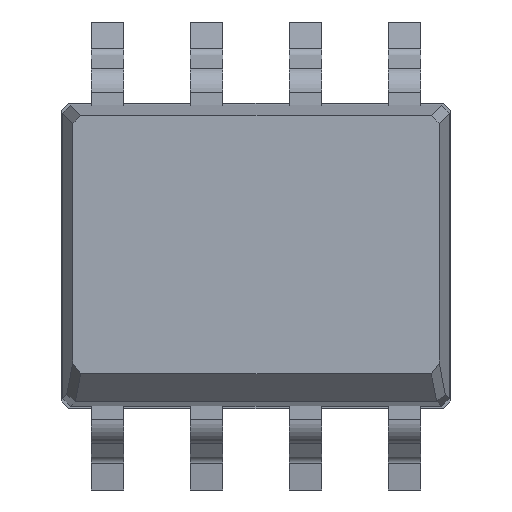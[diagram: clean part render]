
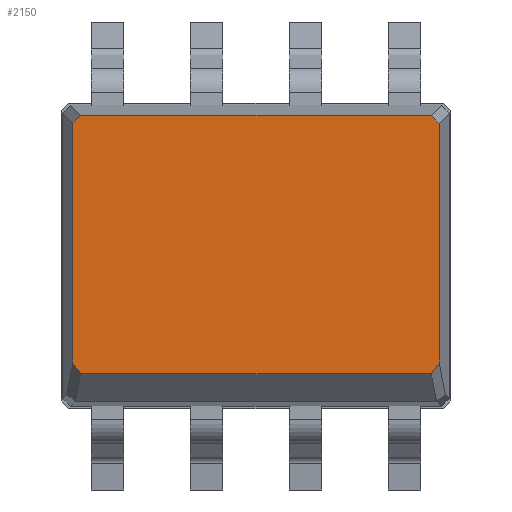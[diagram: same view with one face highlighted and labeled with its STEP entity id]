
A CAD part, top view. The second image highlights one B-rep face of the part: STEP entity #2150.
In plain terms, the highlighted planar face has unit normal (0, 0, 1).
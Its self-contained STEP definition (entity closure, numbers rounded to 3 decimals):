
#132=FACE_OUTER_BOUND('',#253,.T.);
#253=EDGE_LOOP('',(#1479,#1480,#1481,#1482,#1483,#1484,#1485,#1486));
#401=LINE('',#3169,#658);
#404=LINE('',#3174,#661);
#407=LINE('',#3180,#664);
#408=LINE('',#3182,#665);
#409=LINE('',#3184,#666);
#410=LINE('',#3186,#667);
#411=LINE('',#3188,#668);
#412=LINE('',#3189,#669);
#658=VECTOR('',#2521,10.);
#661=VECTOR('',#2526,10.);
#664=VECTOR('',#2531,10.);
#665=VECTOR('',#2532,10.);
#666=VECTOR('',#2533,10.);
#667=VECTOR('',#2534,10.);
#668=VECTOR('',#2535,10.);
#669=VECTOR('',#2536,10.);
#907=VERTEX_POINT('',#3167);
#908=VERTEX_POINT('',#3168);
#909=VERTEX_POINT('',#3173);
#911=VERTEX_POINT('',#3179);
#912=VERTEX_POINT('',#3181);
#913=VERTEX_POINT('',#3183);
#914=VERTEX_POINT('',#3185);
#915=VERTEX_POINT('',#3187);
#1129=EDGE_CURVE('',#907,#908,#401,.T.);
#1132=EDGE_CURVE('',#909,#908,#404,.T.);
#1135=EDGE_CURVE('',#911,#907,#407,.T.);
#1136=EDGE_CURVE('',#912,#911,#408,.T.);
#1137=EDGE_CURVE('',#912,#913,#409,.T.);
#1138=EDGE_CURVE('',#914,#913,#410,.T.);
#1139=EDGE_CURVE('',#914,#915,#411,.T.);
#1140=EDGE_CURVE('',#909,#915,#412,.T.);
#1479=ORIENTED_EDGE('',*,*,#1129,.F.);
#1480=ORIENTED_EDGE('',*,*,#1135,.F.);
#1481=ORIENTED_EDGE('',*,*,#1136,.F.);
#1482=ORIENTED_EDGE('',*,*,#1137,.T.);
#1483=ORIENTED_EDGE('',*,*,#1138,.F.);
#1484=ORIENTED_EDGE('',*,*,#1139,.T.);
#1485=ORIENTED_EDGE('',*,*,#1140,.F.);
#1486=ORIENTED_EDGE('',*,*,#1132,.T.);
#2063=PLANE('',#2287);
#2150=ADVANCED_FACE('',(#132),#2063,.T.);
#2287=AXIS2_PLACEMENT_3D('',#3178,#2529,#2530);
#2521=DIRECTION('',(0.707,-0.707,0.));
#2526=DIRECTION('',(0.,1.,0.));
#2529=DIRECTION('center_axis',(0.,0.,1.));
#2530=DIRECTION('ref_axis',(0.,-1.,0.));
#2531=DIRECTION('',(1.,0.,0.));
#2532=DIRECTION('',(0.707,0.707,0.));
#2533=DIRECTION('',(0.,-1.,0.));
#2534=DIRECTION('',(-0.584,0.811,0.));
#2535=DIRECTION('',(1.,0.,0.));
#2536=DIRECTION('',(-0.584,-0.811,0.));
#3167=CARTESIAN_POINT('',(4.748,1.8,1.7));
#3168=CARTESIAN_POINT('',(4.85,1.698,1.7));
#3169=CARTESIAN_POINT('',(3.587,2.962,1.7));
#3173=CARTESIAN_POINT('',(4.85,-1.375,1.7));
#3174=CARTESIAN_POINT('',(4.85,-0.08,1.7));
#3178=CARTESIAN_POINT('Origin',(0.,1.8,1.7));
#3179=CARTESIAN_POINT('',(0.252,1.8,1.7));
#3180=CARTESIAN_POINT('',(0.,1.8,1.7));
#3181=CARTESIAN_POINT('',(0.15,1.698,1.7));
#3182=CARTESIAN_POINT('',(0.163,1.712,1.7));
#3183=CARTESIAN_POINT('',(0.15,-1.375,1.7));
#3184=CARTESIAN_POINT('',(0.15,-0.08,1.7));
#3185=CARTESIAN_POINT('',(0.251,-1.515,1.7));
#3186=CARTESIAN_POINT('',(-0.571,-0.373,1.7));
#3187=CARTESIAN_POINT('',(4.749,-1.515,1.7));
#3188=CARTESIAN_POINT('',(0.,-1.515,1.7));
#3189=CARTESIAN_POINT('',(4.731,-1.54,1.7));
